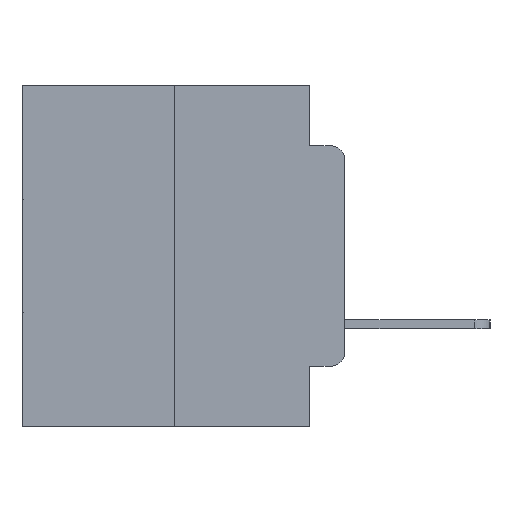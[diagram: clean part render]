
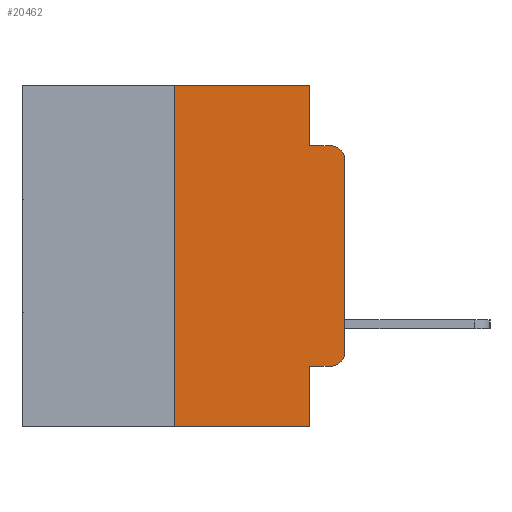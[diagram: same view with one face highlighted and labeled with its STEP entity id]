
A CAD part, left-side view. The second image highlights one B-rep face of the part: STEP entity #20462.
In plain terms, the highlighted planar face has unit normal (-1, 0, 0).
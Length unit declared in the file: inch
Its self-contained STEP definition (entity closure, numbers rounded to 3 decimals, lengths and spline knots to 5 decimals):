
#119 = VECTOR ( 'NONE', #13687, 39.37008 ) ;
#546 = LINE ( 'NONE', #6372, #26152 ) ;
#576 = CARTESIAN_POINT ( 'NONE',  ( 0., 0.473, 0. ) ) ;
#1483 = ORIENTED_EDGE ( 'NONE', *, *, #11833, .T. ) ;
#1643 = LINE ( 'NONE', #2872, #21296 ) ;
#2473 = VERTEX_POINT ( 'NONE', #19445 ) ;
#2479 = CARTESIAN_POINT ( 'NONE',  ( 0., 0.02, -0.3915 ) ) ;
#2514 = EDGE_CURVE ( 'NONE', #4462, #4731, #25045, .T. ) ;
#2654 = VERTEX_POINT ( 'NONE', #23233 ) ;
#2685 = DIRECTION ( 'NONE',  ( 0., 0., -1. ) ) ;
#2872 = CARTESIAN_POINT ( 'NONE',  ( 0., 0.051, 0. ) ) ;
#3388 = LINE ( 'NONE', #9755, #8247 ) ;
#3499 = CARTESIAN_POINT ( 'NONE',  ( 0., 0.02, -0.1085 ) ) ;
#3663 = CARTESIAN_POINT ( 'NONE',  ( 0., 0.25, 0. ) ) ;
#3774 = CARTESIAN_POINT ( 'NONE',  ( 0., 0.02, -0.0885 ) ) ;
#4017 = DIRECTION ( 'NONE',  ( 0., -1., 0. ) ) ;
#4028 = ORIENTED_EDGE ( 'NONE', *, *, #9084, .F. ) ;
#4074 = CARTESIAN_POINT ( 'NONE',  ( 0., 0.25, -0.5 ) ) ;
#4151 = CARTESIAN_POINT ( 'NONE',  ( 0., 0., -0.1085 ) ) ;
#4462 = VERTEX_POINT ( 'NONE', #4074 ) ;
#4569 = DIRECTION ( 'NONE',  ( 0., 0., -1. ) ) ;
#4629 = ORIENTED_EDGE ( 'NONE', *, *, #13992, .F. ) ;
#4731 = VERTEX_POINT ( 'NONE', #3663 ) ;
#5425 = CARTESIAN_POINT ( 'NONE',  ( 0., 0.473, 0. ) ) ;
#5576 = DIRECTION ( 'NONE',  ( 0., 0., -1. ) ) ;
#5650 = VERTEX_POINT ( 'NONE', #10727 ) ;
#5808 = EDGE_CURVE ( 'NONE', #5650, #23724, #546, .T. ) ;
#6336 = VERTEX_POINT ( 'NONE', #4151 ) ;
#6347 = DIRECTION ( 'NONE',  ( 0., 0., -1. ) ) ;
#6372 = CARTESIAN_POINT ( 'NONE',  ( 0., 0.051, 0. ) ) ;
#6868 = VECTOR ( 'NONE', #8921, 39.37008 ) ;
#7326 = LINE ( 'NONE', #5425, #22697 ) ;
#7531 = LINE ( 'NONE', #10976, #6868 ) ;
#7717 = EDGE_CURVE ( 'NONE', #5650, #2473, #24209, .T. ) ;
#7911 = EDGE_LOOP ( 'NONE', ( #11332, #1483, #4028, #4629, #16170, #19578, #16684, #8162, #18857, #13241 ) ) ;
#8162 = ORIENTED_EDGE ( 'NONE', *, *, #5808, .F. ) ;
#8247 = VECTOR ( 'NONE', #11803, 39.37008 ) ;
#8921 = DIRECTION ( 'NONE',  ( 0., -1., 0. ) ) ;
#9084 = EDGE_CURVE ( 'NONE', #20569, #26055, #7531, .T. ) ;
#9114 = DIRECTION ( 'NONE',  ( 0., 0., -1. ) ) ;
#9755 = CARTESIAN_POINT ( 'NONE',  ( 0., 0., 0. ) ) ;
#9769 = VECTOR ( 'NONE', #9869, 39.37008 ) ;
#9869 = DIRECTION ( 'NONE',  ( 0., 0., 1. ) ) ;
#9924 = CARTESIAN_POINT ( 'NONE',  ( 0., 0.25, 0. ) ) ;
#10049 = AXIS2_PLACEMENT_3D ( 'NONE', #2479, #16729, #4569 ) ;
#10727 = CARTESIAN_POINT ( 'NONE',  ( 0., 0.051, -0.4115 ) ) ;
#10976 = CARTESIAN_POINT ( 'NONE',  ( 0., 0.051, -0.0885 ) ) ;
#11326 = EDGE_CURVE ( 'NONE', #2654, #6336, #3388, .T. ) ;
#11332 = ORIENTED_EDGE ( 'NONE', *, *, #11326, .T. ) ;
#11642 = DIRECTION ( 'NONE',  ( 0., -1., 0. ) ) ;
#11694 = CARTESIAN_POINT ( 'NONE',  ( 0., 0.473, -0.5 ) ) ;
#11803 = DIRECTION ( 'NONE',  ( 0., 0., 1. ) ) ;
#11833 = EDGE_CURVE ( 'NONE', #6336, #26055, #22321, .T. ) ;
#12286 = CARTESIAN_POINT ( 'NONE',  ( 0., 0.051, -0.4115 ) ) ;
#13241 = ORIENTED_EDGE ( 'NONE', *, *, #23102, .T. ) ;
#13620 = VECTOR ( 'NONE', #4017, 39.37008 ) ;
#13687 = DIRECTION ( 'NONE',  ( 0., -1., 0. ) ) ;
#13992 = EDGE_CURVE ( 'NONE', #14010, #20569, #1643, .T. ) ;
#14010 = VERTEX_POINT ( 'NONE', #17209 ) ;
#14562 = AXIS2_PLACEMENT_3D ( 'NONE', #576, #14925, #2685 ) ;
#14787 = CARTESIAN_POINT ( 'NONE',  ( 0., 0.051, -0.5 ) ) ;
#14925 = DIRECTION ( 'NONE',  ( 1., 0., 0. ) ) ;
#15040 = CIRCLE ( 'NONE', #10049, 0.02 ) ;
#16170 = ORIENTED_EDGE ( 'NONE', *, *, #25298, .F. ) ;
#16463 = LINE ( 'NONE', #11694, #119 ) ;
#16684 = ORIENTED_EDGE ( 'NONE', *, *, #25975, .T. ) ;
#16729 = DIRECTION ( 'NONE',  ( -1., 0., 0. ) ) ;
#17209 = CARTESIAN_POINT ( 'NONE',  ( 0., 0.051, 0. ) ) ;
#17710 = DIRECTION ( 'NONE',  ( -1., 0., 0. ) ) ;
#18857 = ORIENTED_EDGE ( 'NONE', *, *, #7717, .T. ) ;
#19273 = CARTESIAN_POINT ( 'NONE',  ( 0., 0.051, -0.0885 ) ) ;
#19445 = CARTESIAN_POINT ( 'NONE',  ( 0., 0.02, -0.4115 ) ) ;
#19578 = ORIENTED_EDGE ( 'NONE', *, *, #2514, .F. ) ;
#20462 = ADVANCED_FACE ( 'NONE', ( #25282 ), #24810, .F. ) ;
#20569 = VERTEX_POINT ( 'NONE', #19273 ) ;
#21296 = VECTOR ( 'NONE', #9114, 39.37008 ) ;
#22321 = CIRCLE ( 'NONE', #24201, 0.02 ) ;
#22697 = VECTOR ( 'NONE', #11642, 39.37008 ) ;
#23102 = EDGE_CURVE ( 'NONE', #2473, #2654, #15040, .T. ) ;
#23233 = CARTESIAN_POINT ( 'NONE',  ( 0., 0., -0.3915 ) ) ;
#23724 = VERTEX_POINT ( 'NONE', #14787 ) ;
#24201 = AXIS2_PLACEMENT_3D ( 'NONE', #3499, #17710, #5576 ) ;
#24209 = LINE ( 'NONE', #12286, #13620 ) ;
#24810 = PLANE ( 'NONE',  #14562 ) ;
#25045 = LINE ( 'NONE', #9924, #9769 ) ;
#25282 = FACE_OUTER_BOUND ( 'NONE', #7911, .T. ) ;
#25298 = EDGE_CURVE ( 'NONE', #4731, #14010, #7326, .T. ) ;
#25975 = EDGE_CURVE ( 'NONE', #4462, #23724, #16463, .T. ) ;
#26055 = VERTEX_POINT ( 'NONE', #3774 ) ;
#26152 = VECTOR ( 'NONE', #6347, 39.37008 ) ;
